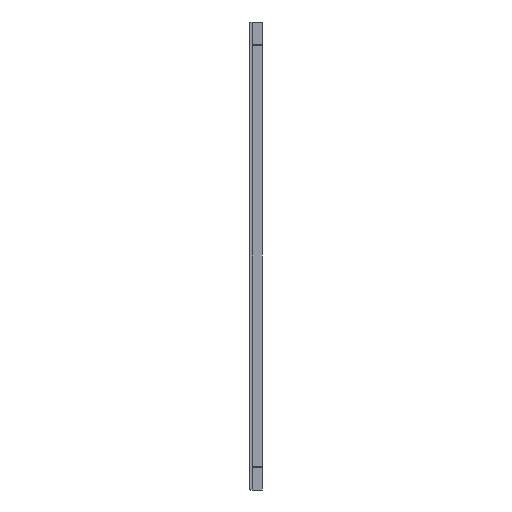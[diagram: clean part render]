
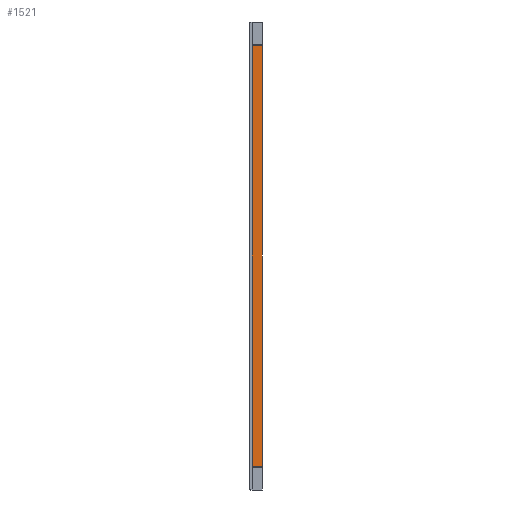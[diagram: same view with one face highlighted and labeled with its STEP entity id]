
A CAD part, left-side view. The second image highlights one B-rep face of the part: STEP entity #1521.
In plain terms, the highlighted planar face has unit normal (-1, 0, 0).
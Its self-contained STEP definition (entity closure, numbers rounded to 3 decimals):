
#92=DIRECTION('',(0.,0.,-1.));
#93=VECTOR('',#92,895.);
#94=CARTESIAN_POINT('',(0.,22.,945.));
#95=LINE('',#94,#93);
#330=DIRECTION('',(0.,1.,0.));
#331=VECTOR('',#330,22.);
#332=CARTESIAN_POINT('',(0.,0.,945.));
#333=LINE('',#332,#331);
#693=DIRECTION('',(0.,-1.,0.));
#694=VECTOR('',#693,22.);
#695=CARTESIAN_POINT('',(0.,22.,50.));
#696=LINE('',#695,#694);
#717=DIRECTION('',(0.,0.,1.));
#718=VECTOR('',#717,895.);
#719=CARTESIAN_POINT('',(0.,0.,50.));
#720=LINE('',#719,#718);
#1391=CARTESIAN_POINT('',(0.,0.,50.));
#1392=CARTESIAN_POINT('',(0.,0.,945.));
#1393=VERTEX_POINT('',#1391);
#1394=VERTEX_POINT('',#1392);
#1455=CARTESIAN_POINT('',(0.,22.,945.));
#1456=VERTEX_POINT('',#1455);
#1457=CARTESIAN_POINT('',(0.,22.,50.));
#1458=VERTEX_POINT('',#1457);
#1506=CARTESIAN_POINT('',(0.,20.2,0.));
#1507=DIRECTION('',(-1.,0.,0.));
#1508=DIRECTION('',(0.,-1.,0.));
#1509=AXIS2_PLACEMENT_3D('',#1506,#1507,#1508);
#1510=PLANE('',#1509);
#1512=ORIENTED_EDGE('',*,*,#1511,.F.);
#1514=ORIENTED_EDGE('',*,*,#1513,.F.);
#1516=ORIENTED_EDGE('',*,*,#1515,.F.);
#1518=ORIENTED_EDGE('',*,*,#1517,.F.);
#1519=EDGE_LOOP('',(#1512,#1514,#1516,#1518));
#1520=FACE_OUTER_BOUND('',#1519,.F.);
#1521=ADVANCED_FACE('',(#1520),#1510,.T.);
#1511=EDGE_CURVE('',#1458,#1393,#696,.T.);
#1513=EDGE_CURVE('',#1456,#1458,#95,.T.);
#1515=EDGE_CURVE('',#1394,#1456,#333,.T.);
#1517=EDGE_CURVE('',#1393,#1394,#720,.T.);
